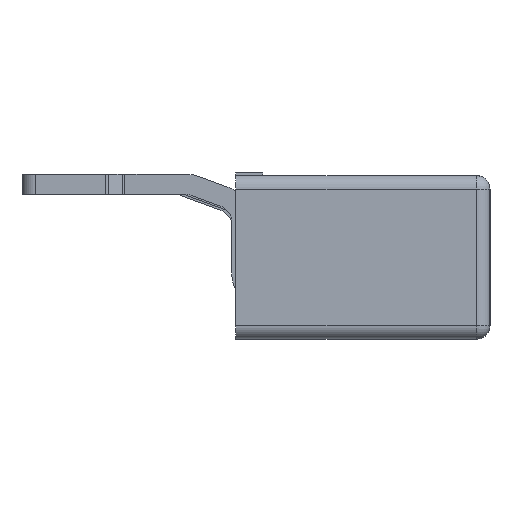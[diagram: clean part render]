
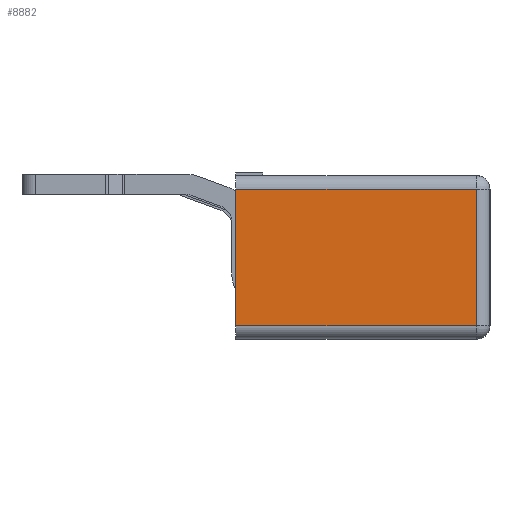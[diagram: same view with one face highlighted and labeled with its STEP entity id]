
A CAD part, left-side view. The second image highlights one B-rep face of the part: STEP entity #8882.
In plain terms, the highlighted planar face has unit normal (-1, 0, 0).
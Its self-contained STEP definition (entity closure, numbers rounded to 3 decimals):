
#663=FACE_OUTER_BOUND('',#1100,.T.);
#1100=EDGE_LOOP('',(#7675,#7676,#7677,#7678));
#1937=LINE('',#14704,#2779);
#1942=LINE('',#14725,#2784);
#1944=LINE('',#14731,#2786);
#1951=LINE('',#14748,#2793);
#2779=VECTOR('',#12183,17.8);
#2784=VECTOR('',#12208,10.1);
#2786=VECTOR('',#12214,17.8);
#2793=VECTOR('',#12233,10.1);
#4019=VERTEX_POINT('',#14692);
#4022=VERTEX_POINT('',#14702);
#4028=VERTEX_POINT('',#14720);
#4029=VERTEX_POINT('',#14727);
#5252=EDGE_CURVE('',#4022,#4019,#1937,.T.);
#5263=EDGE_CURVE('',#4019,#4028,#1942,.T.);
#5266=EDGE_CURVE('',#4028,#4029,#1944,.T.);
#5275=EDGE_CURVE('',#4022,#4029,#1951,.T.);
#7675=ORIENTED_EDGE('',*,*,#5266,.F.);
#7676=ORIENTED_EDGE('',*,*,#5263,.F.);
#7677=ORIENTED_EDGE('',*,*,#5252,.F.);
#7678=ORIENTED_EDGE('',*,*,#5275,.T.);
#8007=PLANE('',#9727);
#8882=ADVANCED_FACE('',(#663),#8007,.T.);
#9727=AXIS2_PLACEMENT_3D('',#14747,#12231,#12232);
#12183=DIRECTION('',(0.,-1.,0.));
#12208=DIRECTION('',(0.,0.,-1.));
#12214=DIRECTION('',(0.,1.,0.));
#12231=DIRECTION('center_axis',(-1.,0.,0.));
#12232=DIRECTION('ref_axis',(0.,0.,1.));
#12233=DIRECTION('',(0.,0.,-1.));
#14692=CARTESIAN_POINT('',(0.,1.,-1.));
#14702=CARTESIAN_POINT('',(0.,18.8,-1.));
#14704=CARTESIAN_POINT('',(0.,14.1,-1.));
#14720=CARTESIAN_POINT('',(0.,1.,-11.1));
#14725=CARTESIAN_POINT('',(0.,1.,0.));
#14727=CARTESIAN_POINT('',(0.,18.8,-11.1));
#14731=CARTESIAN_POINT('',(0.,14.1,-11.1));
#14747=CARTESIAN_POINT('Origin',(0.,18.8,0.));
#14748=CARTESIAN_POINT('',(0.,18.8,0.));
